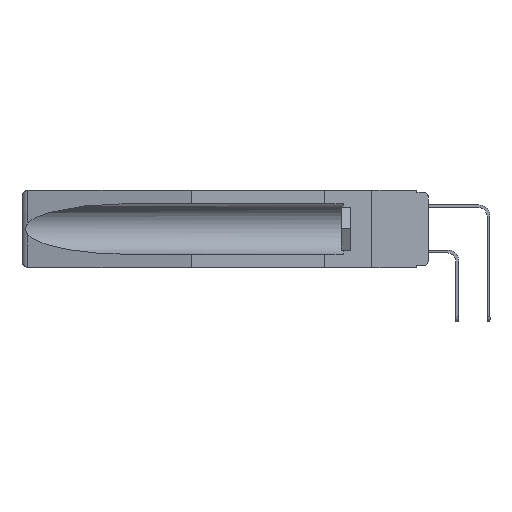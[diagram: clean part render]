
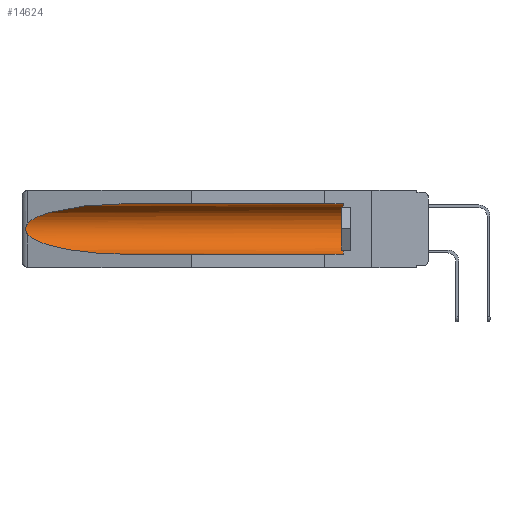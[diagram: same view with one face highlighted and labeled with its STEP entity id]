
A CAD part, left-side view. The second image highlights one B-rep face of the part: STEP entity #14624.
In plain terms, the highlighted cylindrical face has radius 2.857 mm (diameter 5.715 mm), a partial arc.
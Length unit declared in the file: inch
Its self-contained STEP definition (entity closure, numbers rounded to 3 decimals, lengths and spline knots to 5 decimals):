
#370 = CARTESIAN_POINT ( 'NONE',  ( 0.155, 1.07973, -0.059 ) ) ;
#533 = CYLINDRICAL_SURFACE ( 'NONE', #11121, 0.1125 ) ;
#770 = DIRECTION ( 'NONE',  ( 0., 0., 1. ) ) ;
#951 = CARTESIAN_POINT ( 'NONE',  ( 0.155, -0.30754, -0.284 ) ) ;
#1207 = CARTESIAN_POINT ( 'NONE',  ( 0.155, 1.07973, -0.059 ) ) ;
#1877 = CARTESIAN_POINT ( 'NONE',  ( 0.21114, 1.30732, -0.284 ) ) ;
#2494 = DIRECTION ( 'NONE',  ( 0., 0., 1. ) ) ;
#2833 = CARTESIAN_POINT ( 'NONE',  ( 0.155, 0.126, -0.284 ) ) ;
#3243 = ORIENTED_EDGE ( 'NONE', *, *, #16249, .T. ) ;
#3594 = CARTESIAN_POINT ( 'NONE',  ( 0.26537, 1.52718, -0.14972 ) ) ;
#3721 = CARTESIAN_POINT ( 'NONE',  ( 0.26597, 1.5296, -0.19026 ) ) ;
#3864 = ORIENTED_EDGE ( 'NONE', *, *, #7232, .T. ) ;
#3939 = CARTESIAN_POINT ( 'NONE',  ( 0.155, 0.126, -0.059 ) ) ;
#4518 = CARTESIAN_POINT ( 'NONE',  ( 0.25451, 1.48313, -0.09465 ) ) ;
#4580 = CARTESIAN_POINT ( 'NONE',  ( 0.26537, 1.52718, -0.19328 ) ) ;
#5514 = ORIENTED_EDGE ( 'NONE', *, *, #20435, .F. ) ;
#5720 = CIRCLE ( 'NONE', #20377, 0.1125 ) ;
#6521 = CARTESIAN_POINT ( 'NONE',  ( 0.2673, 1.5327, -0.16383 ) ) ;
#6574 = EDGE_CURVE ( 'NONE', #13484, #12964, #19695, .T. ) ;
#6755 = LINE ( 'NONE', #14588, #8112 ) ;
#6839 = CARTESIAN_POINT ( 'NONE',  ( 0.26655, 1.53094, -0.18657 ) ) ;
#6940 = CARTESIAN_POINT ( 'NONE',  ( 0.26597, 1.52961, -0.15275 ) ) ;
#7232 = EDGE_CURVE ( 'NONE', #14881, #13484, #14249, .T. ) ;
#7267 = DIRECTION ( 'NONE',  ( 0., 1., 0. ) ) ;
#8112 = VECTOR ( 'NONE', #9885, 39.37008 ) ;
#8191 = CARTESIAN_POINT ( 'NONE',  ( 0.26537, 1.52718, -0.14972 ) ) ;
#8385 =( BOUNDED_CURVE ( )  B_SPLINE_CURVE ( 3, ( #12799, #19135, #1877, #17594 ),
 .UNSPECIFIED., .F., .F. ) 
 B_SPLINE_CURVE_WITH_KNOTS ( ( 4, 4 ),
 ( 0.1948, 1.5708 ),
 .UNSPECIFIED. ) 
 CURVE ( )  GEOMETRIC_REPRESENTATION_ITEM ( )  RATIONAL_B_SPLINE_CURVE ( ( 1., 0.848, 0.848, 1. ) ) 
 REPRESENTATION_ITEM ( '' )  );
#8657 = CARTESIAN_POINT ( 'NONE',  ( 0.155, 0.126, -0.1715 ) ) ;
#9119 = EDGE_LOOP ( 'NONE', ( #3864, #15900, #3243, #5514, #17229, #11233 ) ) ;
#9885 = DIRECTION ( 'NONE',  ( 0., 1., 0. ) ) ;
#9907 = CARTESIAN_POINT ( 'NONE',  ( 0.155, 1.07973, -0.284 ) ) ;
#10391 = CARTESIAN_POINT ( 'NONE',  ( 0.155, -0.30754, -0.1715 ) ) ;
#11121 = AXIS2_PLACEMENT_3D ( 'NONE', #10391, #16764, #2494 ) ;
#11233 = ORIENTED_EDGE ( 'NONE', *, *, #14386, .T. ) ;
#12644 = VERTEX_POINT ( 'NONE', #9907 ) ;
#12799 = CARTESIAN_POINT ( 'NONE',  ( 0.26537, 1.52718, -0.19328 ) ) ;
#12964 = VERTEX_POINT ( 'NONE', #4580 ) ;
#13219 = CARTESIAN_POINT ( 'NONE',  ( 0.2673, 1.53269, -0.17917 ) ) ;
#13313 = CARTESIAN_POINT ( 'NONE',  ( 0.26654, 1.53092, -0.15636 ) ) ;
#13484 = VERTEX_POINT ( 'NONE', #3594 ) ;
#13958 = LINE ( 'NONE', #951, #16397 ) ;
#14004 = CARTESIAN_POINT ( 'NONE',  ( 0.21114, 1.30732, -0.059 ) ) ;
#14249 =( BOUNDED_CURVE ( )  B_SPLINE_CURVE ( 3, ( #1207, #14004, #4518, #15566 ),
 .UNSPECIFIED., .F., .F. ) 
 B_SPLINE_CURVE_WITH_KNOTS ( ( 4, 4 ),
 ( 4.71239, 6.08839 ),
 .UNSPECIFIED. ) 
 CURVE ( )  GEOMETRIC_REPRESENTATION_ITEM ( )  RATIONAL_B_SPLINE_CURVE ( ( 1., 0.848, 0.848, 1. ) ) 
 REPRESENTATION_ITEM ( '' )  );
#14386 = EDGE_CURVE ( 'NONE', #18936, #14881, #6755, .T. ) ;
#14566 = CARTESIAN_POINT ( 'NONE',  ( 0.2675, 1.53308, -0.17534 ) ) ;
#14588 = CARTESIAN_POINT ( 'NONE',  ( 0.155, -0.30754, -0.059 ) ) ;
#14624 = ADVANCED_FACE ( 'NONE', ( #16347 ), #533, .F. ) ;
#14881 = VERTEX_POINT ( 'NONE', #370 ) ;
#15031 = DIRECTION ( 'NONE',  ( 0., -1., 0. ) ) ;
#15566 = CARTESIAN_POINT ( 'NONE',  ( 0.26537, 1.52718, -0.14972 ) ) ;
#15615 = VERTEX_POINT ( 'NONE', #2833 ) ;
#15900 = ORIENTED_EDGE ( 'NONE', *, *, #6574, .T. ) ;
#16249 = EDGE_CURVE ( 'NONE', #12964, #12644, #8385, .T. ) ;
#16347 = FACE_OUTER_BOUND ( 'NONE', #9119, .T. ) ;
#16397 = VECTOR ( 'NONE', #7267, 39.37008 ) ;
#16764 = DIRECTION ( 'NONE',  ( 0., 1., 0. ) ) ;
#17229 = ORIENTED_EDGE ( 'NONE', *, *, #19848, .T. ) ;
#17594 = CARTESIAN_POINT ( 'NONE',  ( 0.155, 1.07973, -0.284 ) ) ;
#17804 = CARTESIAN_POINT ( 'NONE',  ( 0.26537, 1.52718, -0.19328 ) ) ;
#18936 = VERTEX_POINT ( 'NONE', #3939 ) ;
#19135 = CARTESIAN_POINT ( 'NONE',  ( 0.25451, 1.48313, -0.24835 ) ) ;
#19654 = CARTESIAN_POINT ( 'NONE',  ( 0.2675, 1.53308, -0.16763 ) ) ;
#19695 = B_SPLINE_CURVE_WITH_KNOTS ( 'NONE', 3,
 ( #8191, #6940, #13313, #6521, #19654, #14566, #13219, #6839, #3721, #17804 ),
 .UNSPECIFIED., .F., .F.,
 ( 4, 2, 2, 2, 4 ),
 ( 0., 0.00029, 0.00058, 0.00087, 0.00117 ),
 .UNSPECIFIED. ) ;
#19848 = EDGE_CURVE ( 'NONE', #15615, #18936, #5720, .T. ) ;
#20377 = AXIS2_PLACEMENT_3D ( 'NONE', #8657, #15031, #770 ) ;
#20435 = EDGE_CURVE ( 'NONE', #15615, #12644, #13958, .T. ) ;
